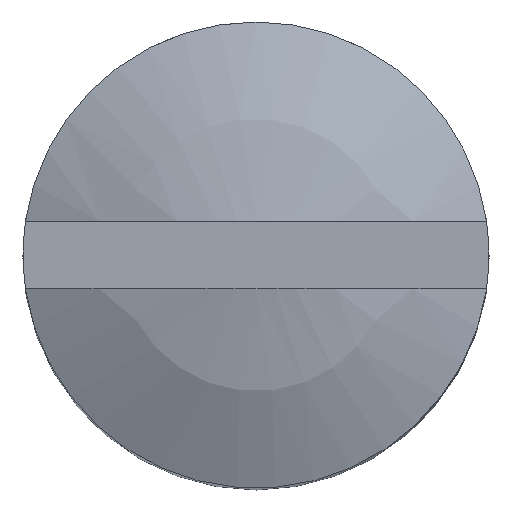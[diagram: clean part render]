
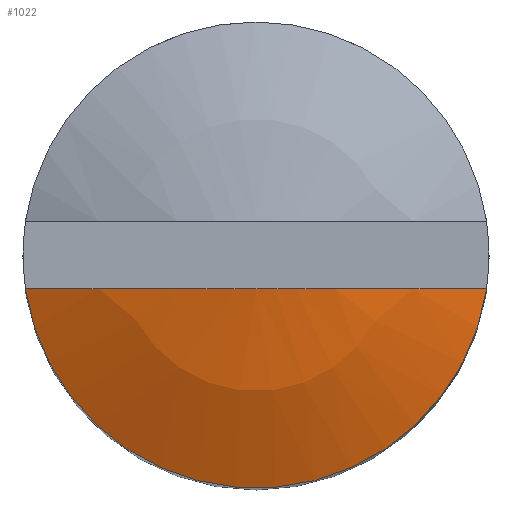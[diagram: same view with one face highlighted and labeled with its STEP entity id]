
A CAD part, top view. The second image highlights one B-rep face of the part: STEP entity #1022.
In plain terms, the highlighted spherical face has radius 6 mm.
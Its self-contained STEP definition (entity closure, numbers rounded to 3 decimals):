
#910=SPHERICAL_SURFACE('',#3749,6.);
#914=FACE_OUTER_BOUND('',#1268,.T.);
#1022=ADVANCED_FACE('',(#914),#910,.T.);
#1268=EDGE_LOOP('',(#1491,#1492));
#1491=ORIENTED_EDGE('',*,*,#2273,.F.);
#1492=ORIENTED_EDGE('',*,*,#2288,.T.);
#2069=VERTEX_POINT('',#5040);
#2070=VERTEX_POINT('',#5042);
#2273=EDGE_CURVE('',#2069,#2070,#2576,.T.);
#2288=EDGE_CURVE('',#2069,#2070,#2580,.T.);
#2576=CIRCLE('',#3742,2.75);
#2580=CIRCLE('',#3748,5.987);
#3742=AXIS2_PLACEMENT_3D('',#5041,#4144,#4145);
#3748=AXIS2_PLACEMENT_3D('',#5153,#4163,#4164);
#3749=AXIS2_PLACEMENT_3D('',#5154,#4165,#4166);
#4144=DIRECTION('',(0.,0.,-1.));
#4145=DIRECTION('',(0.,1.,0.));
#4163=DIRECTION('',(0.,-1.,0.));
#4164=DIRECTION('',(0.,0.,1.));
#4165=DIRECTION('',(0.,0.,-1.));
#4166=DIRECTION('',(0.,-1.,0.));
#5040=CARTESIAN_POINT('',(2.721,-0.4,12.983));
#5041=CARTESIAN_POINT('',(0.,0.,12.983));
#5042=CARTESIAN_POINT('',(-2.721,-0.4,12.983));
#5153=CARTESIAN_POINT('',(0.,-0.4,7.65));
#5154=CARTESIAN_POINT('',(0.,0.,7.65));
